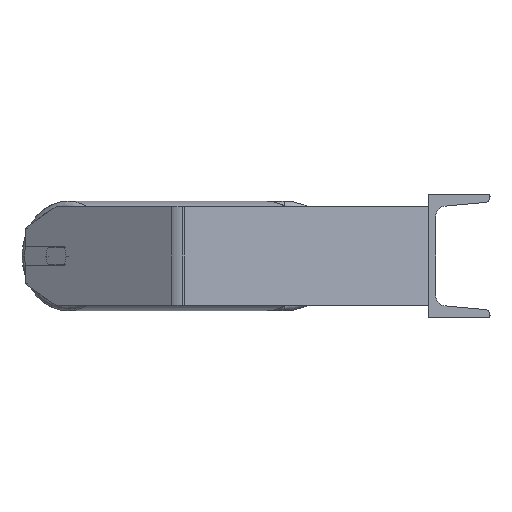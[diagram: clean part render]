
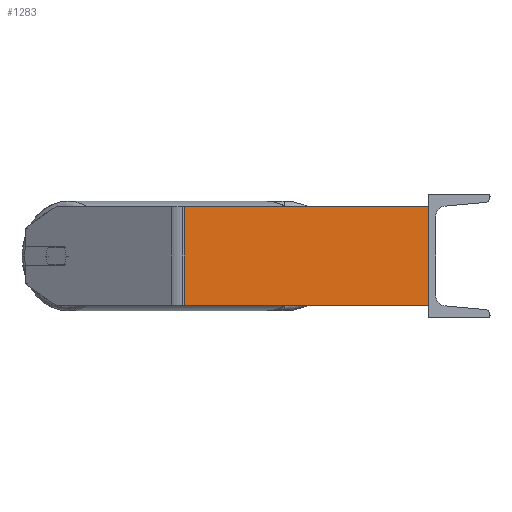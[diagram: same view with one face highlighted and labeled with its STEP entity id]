
A CAD part, left-side view. The second image highlights one B-rep face of the part: STEP entity #1283.
In plain terms, the highlighted planar face has unit normal (-0.996, -0.087, 0).
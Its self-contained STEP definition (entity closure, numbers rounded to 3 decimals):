
#298 = CARTESIAN_POINT ( 'NONE',  ( -502.318, 197.951, 40. ) ) ;
#387 = CARTESIAN_POINT ( 'NONE',  ( -502.318, 197.951, 40. ) ) ;
#1188 = DIRECTION ( 'NONE',  ( 0.996, 0.087, 0. ) ) ;
#1233 = CARTESIAN_POINT ( 'NONE',  ( -502.826, 203.753, 40. ) ) ;
#1283 = ADVANCED_FACE ( 'NONE', ( #9051 ), #3364, .F. ) ;
#1522 = LINE ( 'NONE', #6421, #1997 ) ;
#1728 = CARTESIAN_POINT ( 'NONE',  ( -485., 0., 40. ) ) ;
#1997 = VECTOR ( 'NONE', #4298, 1000. ) ;
#2284 = LINE ( 'NONE', #5120, #4520 ) ;
#2597 = LINE ( 'NONE', #387, #7469 ) ;
#2931 = EDGE_LOOP ( 'NONE', ( #7692, #6684, #8392, #7855 ) ) ;
#2994 = VERTEX_POINT ( 'NONE', #5344 ) ;
#3157 = DIRECTION ( 'NONE',  ( -0.087, 0.996, 0. ) ) ;
#3311 = VECTOR ( 'NONE', #8265, 1000. ) ;
#3347 = VERTEX_POINT ( 'NONE', #298 ) ;
#3364 = PLANE ( 'NONE',  #4105 ) ;
#3815 = CARTESIAN_POINT ( 'NONE',  ( -502.318, 197.951, -40. ) ) ;
#4105 = AXIS2_PLACEMENT_3D ( 'NONE', #1233, #1188, #3157 ) ;
#4188 = EDGE_CURVE ( 'NONE', #7514, #2994, #6007, .T. ) ;
#4298 = DIRECTION ( 'NONE',  ( 0., 0., -1. ) ) ;
#4520 = VECTOR ( 'NONE', #8933, 1000. ) ;
#4631 = DIRECTION ( 'NONE',  ( 0., 0., -1. ) ) ;
#5015 = EDGE_CURVE ( 'NONE', #3347, #7514, #2597, .T. ) ;
#5120 = CARTESIAN_POINT ( 'NONE',  ( -502.826, 203.753, 40. ) ) ;
#5322 = CARTESIAN_POINT ( 'NONE',  ( -502.826, 203.753, -40. ) ) ;
#5344 = CARTESIAN_POINT ( 'NONE',  ( -485., 0., -40. ) ) ;
#5618 = VERTEX_POINT ( 'NONE', #1728 ) ;
#6007 = LINE ( 'NONE', #5322, #3311 ) ;
#6421 = CARTESIAN_POINT ( 'NONE',  ( -485., 0., 40. ) ) ;
#6684 = ORIENTED_EDGE ( 'NONE', *, *, #8512, .F. ) ;
#7469 = VECTOR ( 'NONE', #4631, 1000. ) ;
#7514 = VERTEX_POINT ( 'NONE', #3815 ) ;
#7692 = ORIENTED_EDGE ( 'NONE', *, *, #4188, .T. ) ;
#7855 = ORIENTED_EDGE ( 'NONE', *, *, #5015, .T. ) ;
#8265 = DIRECTION ( 'NONE',  ( 0.087, -0.996, 0. ) ) ;
#8392 = ORIENTED_EDGE ( 'NONE', *, *, #8829, .F. ) ;
#8512 = EDGE_CURVE ( 'NONE', #5618, #2994, #1522, .T. ) ;
#8829 = EDGE_CURVE ( 'NONE', #3347, #5618, #2284, .T. ) ;
#8933 = DIRECTION ( 'NONE',  ( 0.087, -0.996, 0. ) ) ;
#9051 = FACE_OUTER_BOUND ( 'NONE', #2931, .T. ) ;
